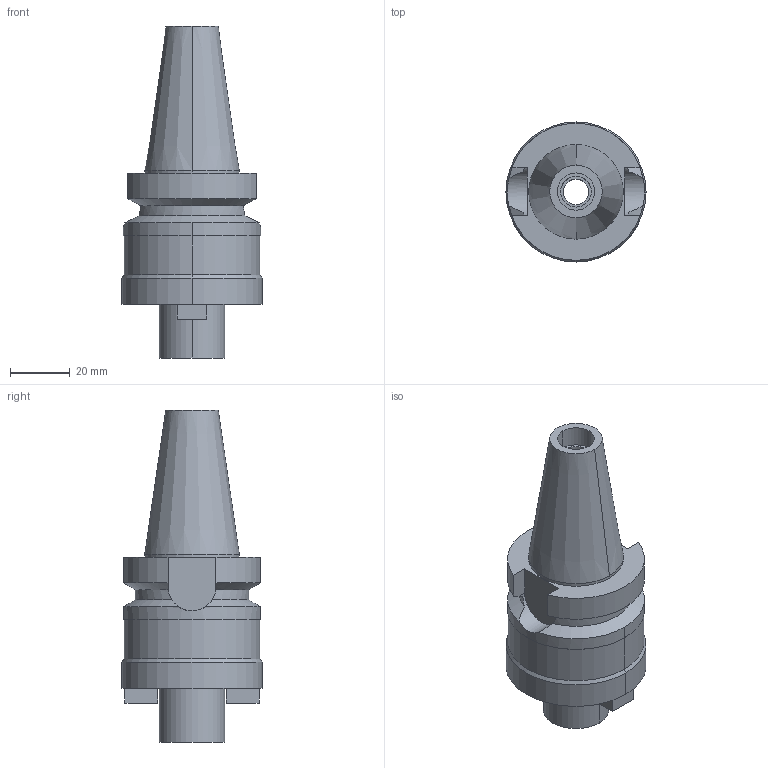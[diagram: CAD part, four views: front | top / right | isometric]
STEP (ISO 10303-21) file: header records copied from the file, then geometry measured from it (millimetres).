
FILE_DESCRIPTION((''),'2;1');
FILE_NAME('BBT30-FMH22-47-45','2018-07-24T',('ykawabe'),(''),'CREO PARAMETRIC BY PTC INC, 2016380','CREO PARAMETRIC BY PTC INC, 2016380','');
FILE_SCHEMA(('AUTOMOTIVE_DESIGN { 1 0 10303 214 1 1 1 1 }'));
Length unit declared in the file: millimetre
Products named in the file (1): BBT30-FMH22-47-45
Bounding box: 47 x 47 x 111.4 mm (x, y, z)
Volume: 91640.8 mm3; surface area: 18703.3 mm2
Topology: 1 solids, 1 shells, 60 faces, 151 edges, 101 vertices
Faces by surface type: cylinder 28, plane 24, cone 8
Entity records: 2477 total; most frequent: CARTESIAN_POINT 403, DIRECTION 326, ORIENTED_EDGE 302, PRESENTATION_STYLE_ASSIGNMENT 156, STYLED_ITEM 156, CURVE_STYLE 155, EDGE_CURVE 151, AXIS2_PLACEMENT_3D 129
